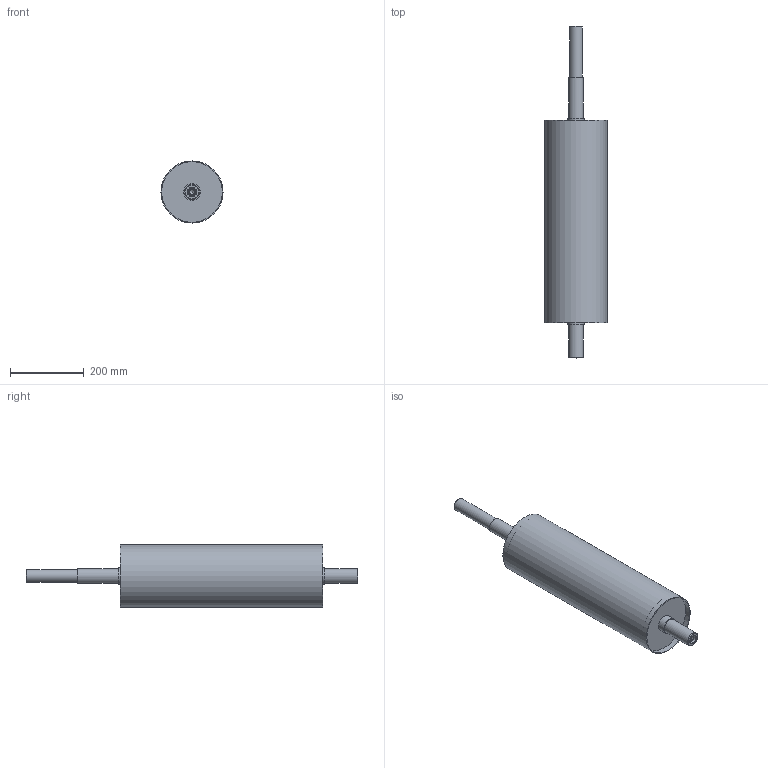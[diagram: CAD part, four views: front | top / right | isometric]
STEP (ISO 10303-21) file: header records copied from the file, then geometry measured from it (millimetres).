
FILE_DESCRIPTION((''),'2;1');
FILE_NAME('RHAN16050000.stp','2016-11-22T08:58:56',('PH'),(''),'Autodesk Inventor 2013','Autodesk Inventor 2013','');
FILE_SCHEMA(('CONFIG_CONTROL_DESIGN'));
Length unit declared in the file: millimetre
Products named in the file (1): RHAN16050000
Bounding box: 168.3 x 900 x 168.3 mm (x, y, z)
Volume: 12030833.2 mm3; surface area: 400885.9 mm2
Topology: 1 solids, 1 shells, 36 faces, 68 edges, 44 vertices
Faces by surface type: plane 14, cylinder 14, cone 8
Full cylindrical faces by diameter (mm): 10.106 x1, 13 x1, 13.835 x1, 17 x1, 35 x1, 40 x2, 45 x2, 164.3 x2, 168.3 x1
Entity records: 850 total; most frequent: CARTESIAN_POINT 151, DIRECTION 146, ORIENTED_EDGE 84, AXIS2_PLACEMENT_3D 69, EDGE_LOOP 66, EDGE_CURVE 42, VERTEX_POINT 38, FACE_OUTER_BOUND 36
